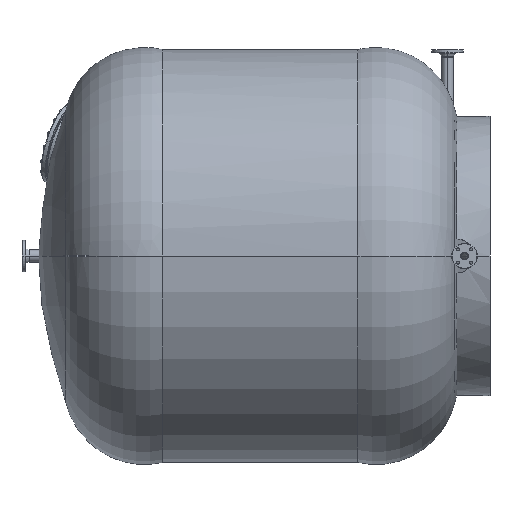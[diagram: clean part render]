
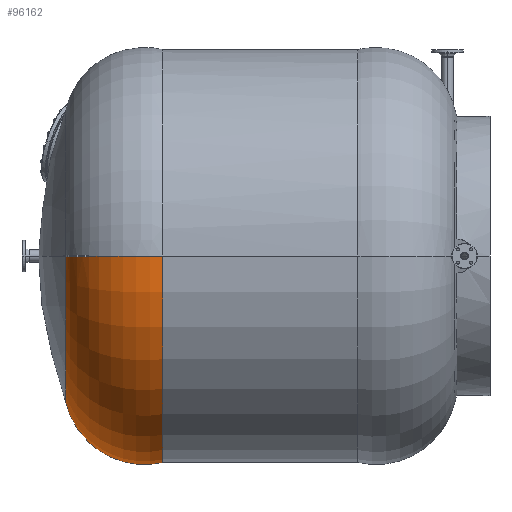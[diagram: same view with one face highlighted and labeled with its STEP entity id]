
A CAD part, left-side view. The second image highlights one B-rep face of the part: STEP entity #96162.
In plain terms, the highlighted toroidal (fillet/blend) face has major radius 750 mm and minor radius 475.237 mm.
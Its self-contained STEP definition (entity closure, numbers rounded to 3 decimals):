
#1533 = DIRECTION ( 'NONE',  ( -0.454, 0.891, 0. ) ) ;
#1944 = CARTESIAN_POINT ( 'NONE',  ( -115.72, 2452.959, -821.333 ) ) ;
#2764 = EDGE_CURVE ( 'NONE', #26006, #17051, #13566, .T. ) ;
#3020 = CARTESIAN_POINT ( 'NONE',  ( 100., 2029.504, -820. ) ) ;
#3930 = VERTEX_POINT ( 'NONE', #38073 ) ;
#5446 = AXIS2_PLACEMENT_3D ( 'NONE', #3020, #47557, #20534 ) ;
#5938 = ORIENTED_EDGE ( 'NONE', *, *, #33178, .F. ) ;
#6434 = AXIS2_PLACEMENT_3D ( 'NONE', #48902, #76578, #83809 ) ;
#7043 = EDGE_CURVE ( 'NONE', #118182, #17085, #80373, .T. ) ;
#7071 = DIRECTION ( 'NONE',  ( 0., 0., 1. ) ) ;
#7110 = CARTESIAN_POINT ( 'NONE',  ( 1815.72, 2452.96, -820. ) ) ;
#9103 = DIRECTION ( 'NONE',  ( 1., 0., 0. ) ) ;
#9642 = EDGE_CURVE ( 'NONE', #92186, #118182, #113998, .T. ) ;
#10756 = CIRCLE ( 'NONE', #66410, 1484.025 ) ;
#13566 = CIRCLE ( 'NONE', #105871, 475.237 ) ;
#14586 = DIRECTION ( 'NONE',  ( 0.724, 0.69, 0. ) ) ;
#15180 = CARTESIAN_POINT ( 'NONE',  ( -244.048, 2357.34, -824. ) ) ;
#15221 = DIRECTION ( 'NONE',  ( 0., 1., 0. ) ) ;
#17051 = VERTEX_POINT ( 'NONE', #108032 ) ;
#17085 = VERTEX_POINT ( 'NONE', #25552 ) ;
#17238 = CIRCLE ( 'NONE', #63205, 475.239 ) ;
#18683 = CARTESIAN_POINT ( 'NONE',  ( 2063., 1922.353, -820. ) ) ;
#20534 = DIRECTION ( 'NONE',  ( -0.974, -0.225, 0. ) ) ;
#22019 = DIRECTION ( 'NONE',  ( -0.454, 0.891, 0. ) ) ;
#22956 = EDGE_CURVE ( 'NONE', #26006, #53967, #70261, .T. ) ;
#23476 = ORIENTED_EDGE ( 'NONE', *, *, #7043, .T. ) ;
#23651 = EDGE_CURVE ( 'NONE', #3930, #46860, #10756, .T. ) ;
#24015 = CARTESIAN_POINT ( 'NONE',  ( -115.719, 2452.958, -822.667 ) ) ;
#24234 = DIRECTION ( 'NONE',  ( 1., 0., 0. ) ) ;
#25552 = CARTESIAN_POINT ( 'NONE',  ( -244.051, 2357.344, -820. ) ) ;
#26006 = VERTEX_POINT ( 'NONE', #104035 ) ;
#29637 = CIRCLE ( 'NONE', #104617, 475.239 ) ;
#30802 = CARTESIAN_POINT ( 'NONE',  ( 1815.72, 2452.96, -820. ) ) ;
#33178 = EDGE_CURVE ( 'NONE', #70523, #78205, #103375, .T. ) ;
#33198 = EDGE_CURVE ( 'NONE', #92186, #3930, #57053, .T. ) ;
#33592 = CARTESIAN_POINT ( 'NONE',  ( 1600., 2029.504, -820. ) ) ;
#34209 = CARTESIAN_POINT ( 'NONE',  ( 1815.718, 2452.957, -824. ) ) ;
#34815 = CARTESIAN_POINT ( 'NONE',  ( 1815.72, 2452.959, -821.333 ) ) ;
#35361 = ORIENTED_EDGE ( 'NONE', *, *, #22956, .F. ) ;
#35959 = CARTESIAN_POINT ( 'NONE',  ( 1600., 2029.504, -820. ) ) ;
#38073 = CARTESIAN_POINT ( 'NONE',  ( 1944.051, 2357.344, -820. ) ) ;
#38891 = CARTESIAN_POINT ( 'NONE',  ( -363., 1922.353, -820. ) ) ;
#39277 = CIRCLE ( 'NONE', #83470, 857.94 ) ;
#39479 = CARTESIAN_POINT ( 'NONE',  ( 1707.94, 2492.321, -820. ) ) ;
#40331 = EDGE_LOOP ( 'NONE', ( #118089, #68263, #60993, #23476, #49083, #68261, #35361, #55573, #110329, #5938, #118499, #94728 ) ) ;
#40490 = CARTESIAN_POINT ( 'NONE',  ( 1815.718, 2452.957, -824. ) ) ;
#45672 = AXIS2_PLACEMENT_3D ( 'NONE', #33592, #61184, #88993 ) ;
#46860 = VERTEX_POINT ( 'NONE', #100021 ) ;
#47557 = DIRECTION ( 'NONE',  ( 0., 0., -1. ) ) ;
#48235 = CARTESIAN_POINT ( 'NONE',  ( -115.718, 2452.957, -824. ) ) ;
#48902 = CARTESIAN_POINT ( 'NONE',  ( 850., 2029.504, -820. ) ) ;
#49083 = ORIENTED_EDGE ( 'NONE', *, *, #98611, .F. ) ;
#51047 = CARTESIAN_POINT ( 'NONE',  ( -115.72, 2452.96, -820. ) ) ;
#53967 = VERTEX_POINT ( 'NONE', #75395 ) ;
#54504 = TOROIDAL_SURFACE ( 'NONE', #6434, 750., 475.237 ) ;
#55494 = FACE_OUTER_BOUND ( 'NONE', #40331, .T. ) ;
#55573 = ORIENTED_EDGE ( 'NONE', *, *, #2764, .T. ) ;
#57053 = CIRCLE ( 'NONE', #45672, 475.237 ) ;
#57717 = VERTEX_POINT ( 'NONE', #40490 ) ;
#60993 = ORIENTED_EDGE ( 'NONE', *, *, #9642, .T. ) ;
#61184 = DIRECTION ( 'NONE',  ( 0., 0., 1. ) ) ;
#61954 = AXIS2_PLACEMENT_3D ( 'NONE', #88611, #15221, #24234 ) ;
#62224 = EDGE_CURVE ( 'NONE', #78205, #17051, #39277, .T. ) ;
#63205 = AXIS2_PLACEMENT_3D ( 'NONE', #104515, #115891, #22019 ) ;
#66410 = AXIS2_PLACEMENT_3D ( 'NONE', #71829, #80258, #107407 ) ;
#67415 = CARTESIAN_POINT ( 'NONE',  ( 617.731, 1149.18, -820. ) ) ;
#68261 = ORIENTED_EDGE ( 'NONE', *, *, #107785, .F. ) ;
#68263 = ORIENTED_EDGE ( 'NONE', *, *, #33198, .F. ) ;
#68660 = AXIS2_PLACEMENT_3D ( 'NONE', #35959, #7071, #116074 ) ;
#68680 = AXIS2_PLACEMENT_3D ( 'NONE', #67415, #95791, #104845 ) ;
#70261 = B_SPLINE_CURVE_WITH_KNOTS ( 'NONE', 3,
 ( #51047, #1944, #24015, #48235 ),
 .UNSPECIFIED., .F., .F.,
 ( 4, 4 ),
 ( 0., 1. ),
 .UNSPECIFIED. ) ;
#70523 = VERTEX_POINT ( 'NONE', #30802 ) ;
#71537 = VERTEX_POINT ( 'NONE', #15180 ) ;
#71637 = EDGE_CURVE ( 'NONE', #46860, #57717, #29637, .T. ) ;
#71829 = CARTESIAN_POINT ( 'NONE',  ( 1082.269, 1149.18, -820. ) ) ;
#73492 = DIRECTION ( 'NONE',  ( 0., 1., 0. ) ) ;
#75395 = CARTESIAN_POINT ( 'NONE',  ( -115.718, 2452.957, -824. ) ) ;
#76578 = DIRECTION ( 'NONE',  ( 0., 1., 0. ) ) ;
#78205 = VERTEX_POINT ( 'NONE', #39479 ) ;
#79806 = CARTESIAN_POINT ( 'NONE',  ( 100., 2029.504, -820. ) ) ;
#80094 = DIRECTION ( 'NONE',  ( 0., 0., 1. ) ) ;
#80258 = DIRECTION ( 'NONE',  ( -0.814, 0.581, 0. ) ) ;
#80373 = CIRCLE ( 'NONE', #5446, 475.237 ) ;
#83470 = AXIS2_PLACEMENT_3D ( 'NONE', #91595, #73492, #9103 ) ;
#83809 = DIRECTION ( 'NONE',  ( 1., 0., 0. ) ) ;
#83919 = DIRECTION ( 'NONE',  ( 0., 0., -1. ) ) ;
#84613 = B_SPLINE_CURVE_WITH_KNOTS ( 'NONE', 3,
 ( #34209, #98696, #34815, #7110 ),
 .UNSPECIFIED., .F., .F.,
 ( 4, 4 ),
 ( 0., 1. ),
 .UNSPECIFIED. ) ;
#87395 = CARTESIAN_POINT ( 'NONE',  ( 1599.992, 2029.501, -824. ) ) ;
#88611 = CARTESIAN_POINT ( 'NONE',  ( 850., 1922.353, -820. ) ) ;
#88993 = DIRECTION ( 'NONE',  ( 0.974, -0.225, 0. ) ) ;
#91595 = CARTESIAN_POINT ( 'NONE',  ( 850., 2492.321, -820. ) ) ;
#92186 = VERTEX_POINT ( 'NONE', #18683 ) ;
#94728 = ORIENTED_EDGE ( 'NONE', *, *, #71637, .F. ) ;
#95791 = DIRECTION ( 'NONE',  ( 0.814, 0.581, 0. ) ) ;
#96162 = ADVANCED_FACE ( 'NONE', ( #55494 ), #54504, .T. ) ;
#97647 = CIRCLE ( 'NONE', #68680, 1484.025 ) ;
#98611 = EDGE_CURVE ( 'NONE', #71537, #17085, #97647, .T. ) ;
#98696 = CARTESIAN_POINT ( 'NONE',  ( 1815.719, 2452.958, -822.667 ) ) ;
#100021 = CARTESIAN_POINT ( 'NONE',  ( 1944.048, 2357.34, -824. ) ) ;
#101431 = EDGE_CURVE ( 'NONE', #57717, #70523, #84613, .T. ) ;
#103375 = CIRCLE ( 'NONE', #68660, 475.237 ) ;
#104035 = CARTESIAN_POINT ( 'NONE',  ( -115.72, 2452.96, -820. ) ) ;
#104515 = CARTESIAN_POINT ( 'NONE',  ( 100.008, 2029.501, -824. ) ) ;
#104617 = AXIS2_PLACEMENT_3D ( 'NONE', #87395, #80094, #14586 ) ;
#104845 = DIRECTION ( 'NONE',  ( -0.581, 0.814, -0.003 ) ) ;
#105871 = AXIS2_PLACEMENT_3D ( 'NONE', #79806, #83919, #1533 ) ;
#107407 = DIRECTION ( 'NONE',  ( 0.581, 0.814, 0. ) ) ;
#107785 = EDGE_CURVE ( 'NONE', #53967, #71537, #17238, .T. ) ;
#108032 = CARTESIAN_POINT ( 'NONE',  ( -7.94, 2492.321, -820. ) ) ;
#110329 = ORIENTED_EDGE ( 'NONE', *, *, #62224, .F. ) ;
#113998 = CIRCLE ( 'NONE', #61954, 1213. ) ;
#115891 = DIRECTION ( 'NONE',  ( 0., 0., 1. ) ) ;
#116074 = DIRECTION ( 'NONE',  ( 0.454, 0.891, 0. ) ) ;
#118089 = ORIENTED_EDGE ( 'NONE', *, *, #23651, .F. ) ;
#118182 = VERTEX_POINT ( 'NONE', #38891 ) ;
#118499 = ORIENTED_EDGE ( 'NONE', *, *, #101431, .F. ) ;
